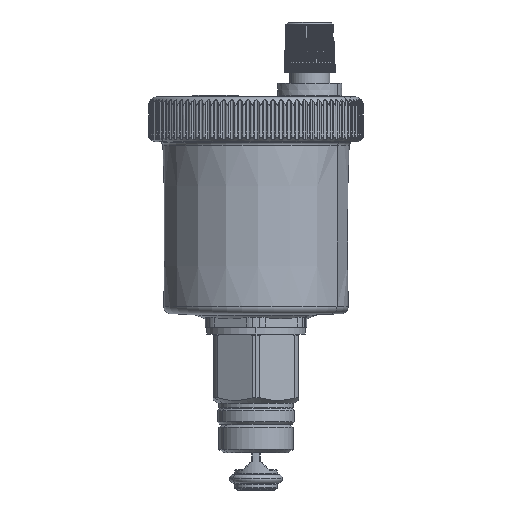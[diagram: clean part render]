
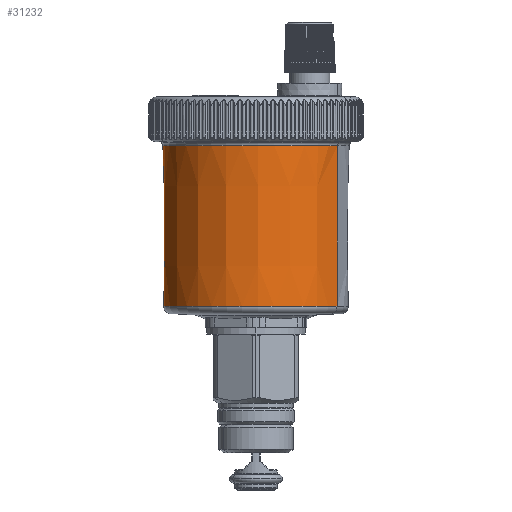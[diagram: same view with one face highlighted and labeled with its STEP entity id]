
A CAD part, left-side view. The second image highlights one B-rep face of the part: STEP entity #31232.
In plain terms, the highlighted conical face has half-angle 0.3 degrees and reference radius 20.589 mm.
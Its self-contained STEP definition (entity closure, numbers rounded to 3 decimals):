
#31163=CARTESIAN_POINT('Vertex',(-9.546,-18.249,-0.38)) ;
#31165=CARTESIAN_POINT('Vertex',(10.385,18.234,-0.38)) ;
#31190=CARTESIAN_POINT('Axis2P3D Location',(0.42,-0.007,-0.38)) ;
#31202=CARTESIAN_POINT('Axis2P3D Location',(0.42,-0.007,-37.9)) ;
#31207=CARTESIAN_POINT('Line Origine',(-9.499,-18.163,-18.935)) ;
#31211=CARTESIAN_POINT('Vertex',(-9.456,-18.084,-36.209)) ;
#31214=CARTESIAN_POINT('Line Origine',(10.338,18.149,-18.935)) ;
#31218=CARTESIAN_POINT('Vertex',(10.295,18.069,-36.209)) ;
#31221=CARTESIAN_POINT('Axis2P3D Location',(0.42,-0.007,-36.209)) ;
#31191=DIRECTION('Axis2P3D Direction',(0.,-0.,-1.)) ;
#31203=DIRECTION('Axis2P3D Direction',(0.,0.,1.)) ;
#31204=DIRECTION('Axis2P3D XDirection',(-0.479,-0.878,0.)) ;
#31208=DIRECTION('Vector Direction',(-0.003,-0.005,1.)) ;
#31215=DIRECTION('Vector Direction',(0.003,0.005,1.)) ;
#31222=DIRECTION('Axis2P3D Direction',(0.,0.,1.)) ;
#31192=AXIS2_PLACEMENT_3D('Circle Axis2P3D',#31190,#31191,$) ;
#31205=AXIS2_PLACEMENT_3D('Cone Axis2P3D',#31202,#31203,#31204) ;
#31223=AXIS2_PLACEMENT_3D('Circle Axis2P3D',#31221,#31222,$) ;
#31227=ORIENTED_EDGE('',*,*,#31213,.F.) ;
#31228=ORIENTED_EDGE('',*,*,#31194,.F.) ;
#31229=ORIENTED_EDGE('',*,*,#31220,.T.) ;
#31230=ORIENTED_EDGE('',*,*,#31225,.F.) ;
#31209=VECTOR('Line Direction',#31208,1.) ;
#31216=VECTOR('Line Direction',#31215,1.) ;
#31232=ADVANCED_FACE('PartBody',(#31231),#31206,.T.) ;
#31193=CIRCLE('generated circle',#31192,20.786) ;
#31224=CIRCLE('generated circle',#31223,20.598) ;
#31206=CONICAL_SURFACE('Cone',#31205,20.589,0.005) ;
#31194=EDGE_CURVE('',#31166,#31164,#31193,.F.) ;
#31213=EDGE_CURVE('',#31164,#31212,#31210,.F.) ;
#31220=EDGE_CURVE('',#31166,#31219,#31217,.F.) ;
#31225=EDGE_CURVE('',#31212,#31219,#31224,.F.) ;
#31226=EDGE_LOOP('',(#31227,#31228,#31229,#31230)) ;
#31231=FACE_OUTER_BOUND('',#31226,.T.) ;
#31210=LINE('Line',#31207,#31209) ;
#31217=LINE('Line',#31214,#31216) ;
#31164=VERTEX_POINT('',#31163) ;
#31166=VERTEX_POINT('',#31165) ;
#31212=VERTEX_POINT('',#31211) ;
#31219=VERTEX_POINT('',#31218) ;
